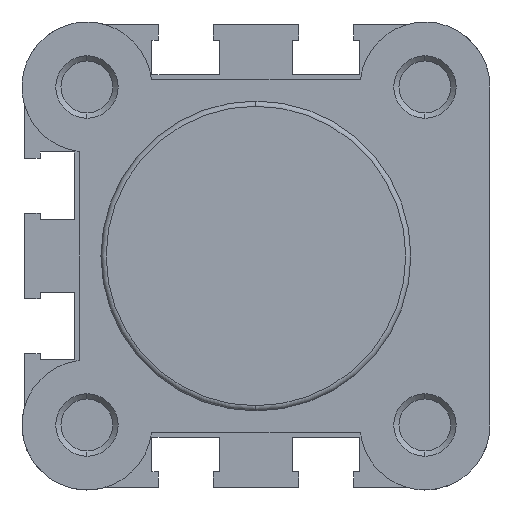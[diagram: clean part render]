
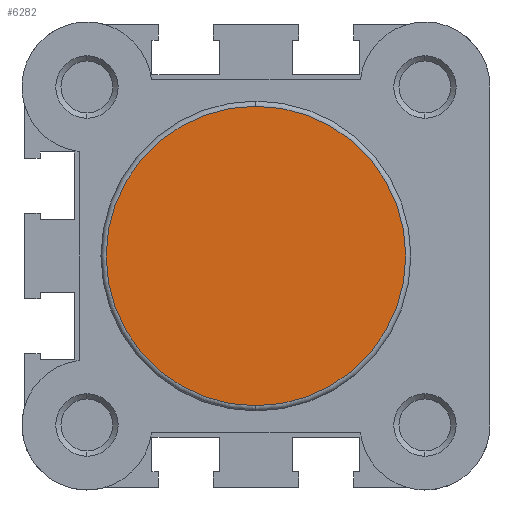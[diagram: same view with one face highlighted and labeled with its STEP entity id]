
A CAD part, left-side view. The second image highlights one B-rep face of the part: STEP entity #6282.
In plain terms, the highlighted planar face has unit normal (-1, 0, 0).
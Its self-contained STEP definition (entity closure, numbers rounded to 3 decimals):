
#954 = AXIS2_PLACEMENT_3D ( 'NONE', #2149, #2252, #2119 ) ;
#981 = AXIS2_PLACEMENT_3D ( 'NONE', #5929, #5887, #5964 ) ;
#1107 = AXIS2_PLACEMENT_3D ( 'NONE', #2853, #2832, #2828 ) ;
#1730 = CARTESIAN_POINT ( 'NONE',  ( 0., 0., 14.4 ) ) ;
#1860 = CARTESIAN_POINT ( 'NONE',  ( 0., 0., -14.4 ) ) ;
#2119 = DIRECTION ( 'NONE',  ( 0., 0., 1. ) ) ;
#2149 = CARTESIAN_POINT ( 'NONE',  ( 0., 0., 0. ) ) ;
#2252 = DIRECTION ( 'NONE',  ( -1., 0., 0. ) ) ;
#2393 = ORIENTED_EDGE ( 'NONE', *, *, #3044, .T. ) ;
#2653 = ORIENTED_EDGE ( 'NONE', *, *, #3480, .T. ) ;
#2828 = DIRECTION ( 'NONE',  ( 0., 0., 1. ) ) ;
#2832 = DIRECTION ( 'NONE',  ( -1., 0., 0. ) ) ;
#2853 = CARTESIAN_POINT ( 'NONE',  ( 0., 0., 0. ) ) ;
#3044 = EDGE_CURVE ( 'NONE', #6115, #6134, #4849, .T. ) ;
#3480 = EDGE_CURVE ( 'NONE', #6134, #6115, #5281, .T. ) ;
#3715 = FACE_OUTER_BOUND ( 'NONE', #5411, .T. ) ;
#4849 = CIRCLE ( 'NONE', #1107, 14.4 ) ;
#5281 = CIRCLE ( 'NONE', #954, 14.4 ) ;
#5411 = EDGE_LOOP ( 'NONE', ( #2653, #2393 ) ) ;
#5887 = DIRECTION ( 'NONE',  ( -1., 0., 0. ) ) ;
#5929 = CARTESIAN_POINT ( 'NONE',  ( 0., -14.9, 0. ) ) ;
#5964 = DIRECTION ( 'NONE',  ( 0., 0., 1. ) ) ;
#5985 = PLANE ( 'NONE',  #981 ) ;
#6115 = VERTEX_POINT ( 'NONE', #1860 ) ;
#6134 = VERTEX_POINT ( 'NONE', #1730 ) ;
#6282 = ADVANCED_FACE ( 'NONE', ( #3715 ), #5985, .T. ) ;
